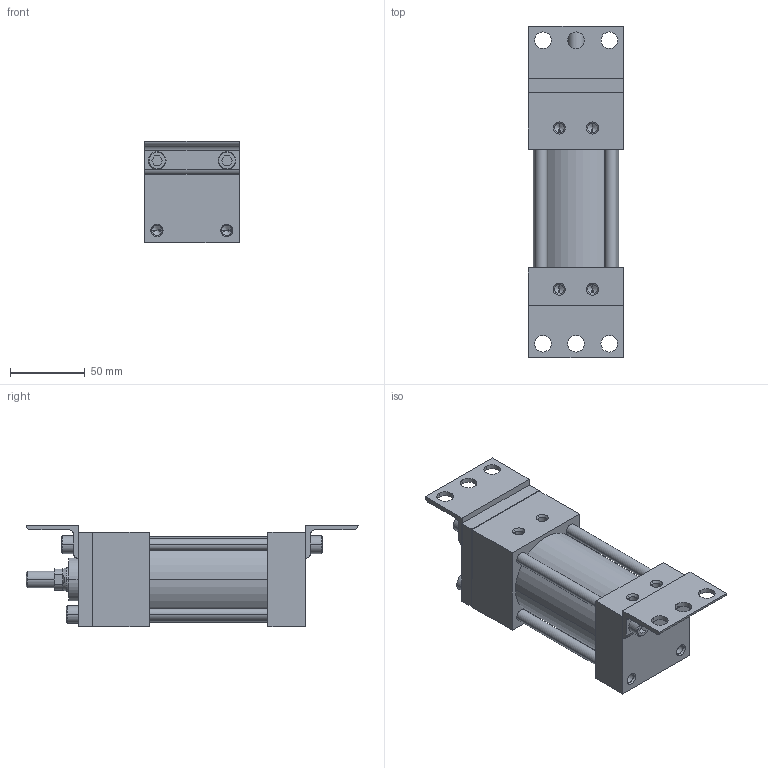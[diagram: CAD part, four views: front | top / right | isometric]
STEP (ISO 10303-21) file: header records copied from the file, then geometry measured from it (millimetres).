
FILE_DESCRIPTION (( 'STEP AP203' ), '1' );
FILE_NAME ('D2AM-2.step', '2020-09-03T19:32:50', ( '' ), ( '' ), 'SwSTEP 2.0', 'SolidWorks 2019', '' );
FILE_SCHEMA (( 'CONFIG_CONTROL_DESIGN' ));
Length unit declared in the file: inch
Products named in the file (6): D232020DT-M_PISTON_KK1; D232020DT-M_BODY; D2AM-2; D2AM-2_1; D2AM-2_2; D232020DT-M_2
Assembly tree (5 placements, depth 3):
  D2AM-2
    D2AM-2_1
    D2AM-2_2
    D232020DT-M_2
      D232020DT-M_BODY
      D232020DT-M_PISTON_KK1
Bounding box: 63.67 x 222.25 x 68.21 mm (x, y, z)
Volume: 442408.4 mm3; surface area: 121999.3 mm2
Topology: 11 solids, 11 shells, 364 faces, 860 edges, 534 vertices
Faces by surface type: plane 136, cylinder 124, cone 104
Entity records: 11182 total; most frequent: CARTESIAN_POINT 2019, DIRECTION 1868, ORIENTED_EDGE 1664, EDGE_CURVE 832, AXIS2_PLACEMENT_3D 697, VERTEX_POINT 534, LINE 474, VECTOR 474
